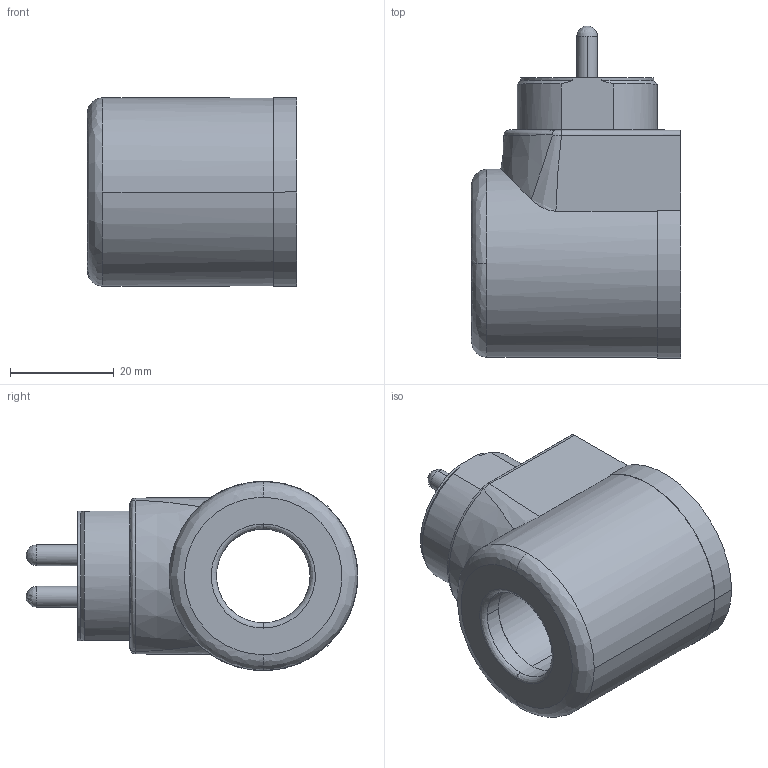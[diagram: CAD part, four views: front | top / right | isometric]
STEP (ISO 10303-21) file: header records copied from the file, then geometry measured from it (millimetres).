
FILE_DESCRIPTION (( 'STEP AP214' ), '1' );
FILE_NAME ('Magnetspule_36-40_Kostal.STEP', '2016-07-18T06:38:41', ( '' ), ( '' ), 'SwSTEP 2.0', 'SolidWorks 2014', '' );
FILE_SCHEMA (( 'AUTOMOTIVE_DESIGN' ));
Length unit declared in the file: millimetre
Products named in the file (1): Magnetspule_36-40_Kostal
Bounding box: 40.3 x 63.95 x 36.4 mm (x, y, z)
Volume: 45900.6 mm3; surface area: 10960.7 mm2
Topology: 1 solids, 7 shells, 82 faces, 225 edges, 157 vertices
Faces by surface type: cylinder 34, plane 28, bspline 13, cone 7
Entity records: 4998 total; most frequent: CARTESIAN_POINT 2608, ORIENTED_EDGE 442, DIRECTION 306, EDGE_CURVE 221, VERTEX_POINT 157, AXIS2_PLACEMENT_3D 116, B_SPLINE_CURVE_WITH_KNOTS 96, EDGE_LOOP 92
